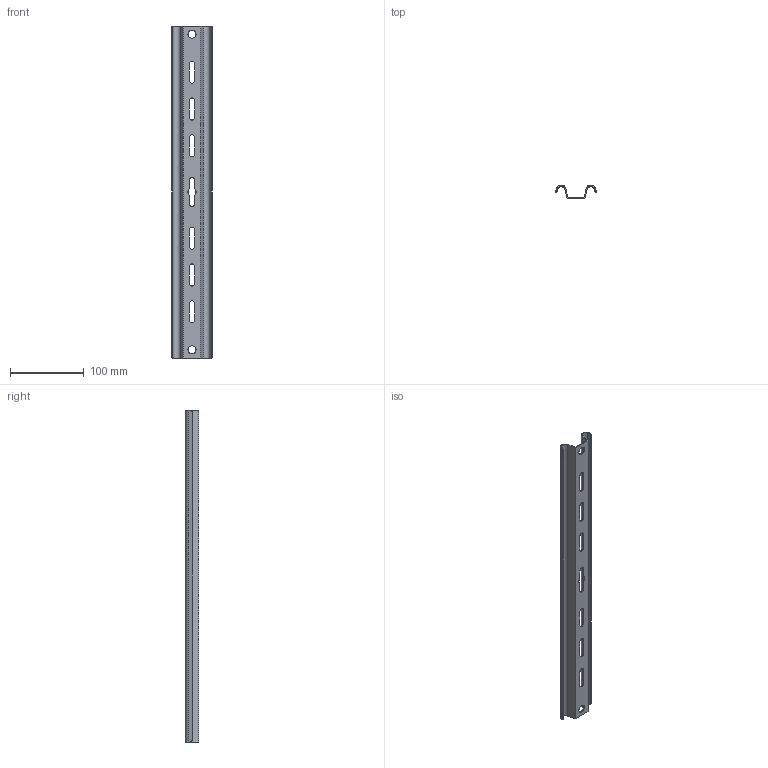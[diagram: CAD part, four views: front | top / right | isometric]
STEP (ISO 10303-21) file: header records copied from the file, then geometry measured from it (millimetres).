
FILE_DESCRIPTION (( 'STEP AP203' ), '1' );
FILE_NAME ('CLW10-VH-400 Äåðæàòåëü ãîðèçîíòàëüíûé VH 400.STEP', '2016-04-13T12:14:11', ( '' ), ( '' ), 'SwSTEP 2.0', 'SolidWorks 2014', '' );
FILE_SCHEMA (( 'CONFIG_CONTROL_DESIGN' ));
Length unit declared in the file: millimetre
Products named in the file (1): CLW10-VH-400 Äåðæàòåëü ãîðèçîíòàëüíûé VH 400
Bounding box: 55 x 17.98 x 450 mm (x, y, z)
Volume: 56228 mm3; surface area: 77424 mm2
Topology: 1 solids, 1 shells, 56 faces, 164 edges, 110 vertices
Faces by surface type: plane 30, cylinder 26
Full cylindrical faces by diameter (mm): 11 x2
Entity records: 1961 total; most frequent: DIRECTION 326, CARTESIAN_POINT 325, ORIENTED_EDGE 320, EDGE_CURVE 160, AXIS2_PLACEMENT_3D 109, LINE 108, VECTOR 108, VERTEX_POINT 108
